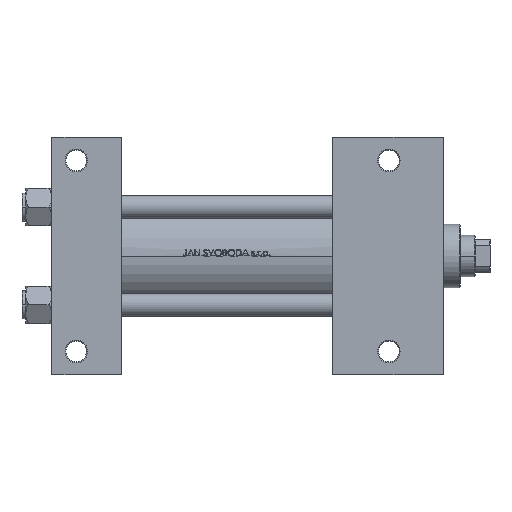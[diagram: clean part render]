
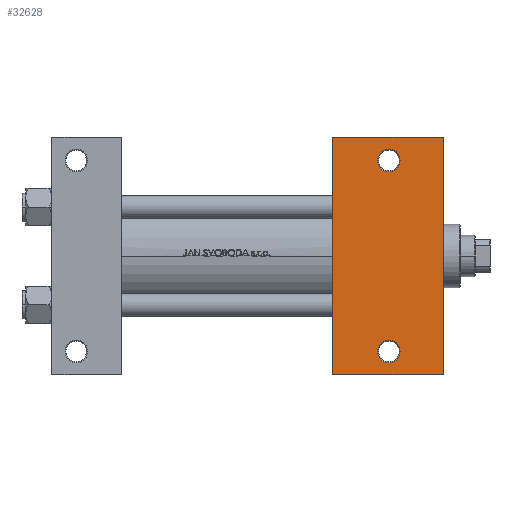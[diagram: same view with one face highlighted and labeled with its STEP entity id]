
A CAD part, front view. The second image highlights one B-rep face of the part: STEP entity #32628.
In plain terms, the highlighted face is planar.
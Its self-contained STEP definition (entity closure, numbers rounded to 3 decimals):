
#716 = DIRECTION ( 'NONE',  ( -1., 0., 0. ) ) ;
#895 = ORIENTED_EDGE ( 'NONE', *, *, #1698, .T. ) ;
#1362 = DIRECTION ( 'NONE',  ( -1., 0., 0. ) ) ;
#1408 = CARTESIAN_POINT ( 'NONE',  ( 174.001, 51., -37.5 ) ) ;
#1615 = CARTESIAN_POINT ( 'NONE',  ( 180., 51., -37.5 ) ) ;
#1642 = DIRECTION ( 'NONE',  ( -1., 0., 0. ) ) ;
#1698 = EDGE_CURVE ( 'NONE', #6630, #3700, #34981, .T. ) ;
#2217 = VECTOR ( 'NONE', #9808, 1000. ) ;
#3700 = VERTEX_POINT ( 'NONE', #1408 ) ;
#3716 = VERTEX_POINT ( 'NONE', #31794 ) ;
#4155 = AXIS2_PLACEMENT_3D ( 'NONE', #1615, #23533, #1362 ) ;
#4953 = FACE_BOUND ( 'NONE', #36805, .T. ) ;
#5010 = VERTEX_POINT ( 'NONE', #40080 ) ;
#5171 = DIRECTION ( 'NONE',  ( 0., -1., 0. ) ) ;
#5630 = DIRECTION ( 'NONE',  ( 0., 0., 1. ) ) ;
#6630 = VERTEX_POINT ( 'NONE', #48289 ) ;
#8357 = DIRECTION ( 'NONE',  ( 0., 0., 1. ) ) ;
#9737 = VERTEX_POINT ( 'NONE', #41702 ) ;
#9808 = DIRECTION ( 'NONE',  ( -1., 0., 0. ) ) ;
#10323 = CARTESIAN_POINT ( 'NONE',  ( 209., 37.5, -37.5 ) ) ;
#10563 = VECTOR ( 'NONE', #5171, 1000. ) ;
#11080 = ORIENTED_EDGE ( 'NONE', *, *, #47452, .T. ) ;
#11251 = CARTESIAN_POINT ( 'NONE',  ( 150., 37.5, -37.5 ) ) ;
#11458 = CARTESIAN_POINT ( 'NONE',  ( 209., 63.5, -37.5 ) ) ;
#14174 = AXIS2_PLACEMENT_3D ( 'NONE', #45550, #19396, #716 ) ;
#14744 = DIRECTION ( 'NONE',  ( 0., -1., 0. ) ) ;
#15304 = CIRCLE ( 'NONE', #4155, 5.999 ) ;
#15801 = VERTEX_POINT ( 'NONE', #32283 ) ;
#16118 = ORIENTED_EDGE ( 'NONE', *, *, #47889, .T. ) ;
#16157 = VECTOR ( 'NONE', #31386, 1000. ) ;
#16843 = ORIENTED_EDGE ( 'NONE', *, *, #42884, .T. ) ;
#17342 = CARTESIAN_POINT ( 'NONE',  ( 180., -51., -37.5 ) ) ;
#19218 = AXIS2_PLACEMENT_3D ( 'NONE', #45328, #37617, #26406 ) ;
#19396 = DIRECTION ( 'NONE',  ( 0., 0., -1. ) ) ;
#19433 = LINE ( 'NONE', #26898, #16157 ) ;
#20970 = VECTOR ( 'NONE', #14744, 1000. ) ;
#22124 = ORIENTED_EDGE ( 'NONE', *, *, #37566, .T. ) ;
#23533 = DIRECTION ( 'NONE',  ( 0., 0., 1. ) ) ;
#26406 = DIRECTION ( 'NONE',  ( -1., 0., 0. ) ) ;
#26508 = EDGE_LOOP ( 'NONE', ( #33740, #11080, #16118, #29667 ) ) ;
#26898 = CARTESIAN_POINT ( 'NONE',  ( 150., 63.5, -37.5 ) ) ;
#26998 = AXIS2_PLACEMENT_3D ( 'NONE', #42471, #8357, #49202 ) ;
#29667 = ORIENTED_EDGE ( 'NONE', *, *, #33114, .T. ) ;
#31386 = DIRECTION ( 'NONE',  ( 1., 0., 0. ) ) ;
#31794 = CARTESIAN_POINT ( 'NONE',  ( 185.999, -51., -37.5 ) ) ;
#32283 = CARTESIAN_POINT ( 'NONE',  ( 209., -63.5, -37.5 ) ) ;
#32628 = ADVANCED_FACE ( 'NONE', ( #41816, #4953, #38577 ), #42062, .T. ) ;
#32636 = VERTEX_POINT ( 'NONE', #11458 ) ;
#32699 = LINE ( 'NONE', #43914, #2217 ) ;
#33114 = EDGE_CURVE ( 'NONE', #15801, #9737, #32699, .T. ) ;
#33740 = ORIENTED_EDGE ( 'NONE', *, *, #39727, .F. ) ;
#34981 = CIRCLE ( 'NONE', #26998, 5.999 ) ;
#36805 = EDGE_LOOP ( 'NONE', ( #22124, #43127 ) ) ;
#36959 = LINE ( 'NONE', #10323, #10563 ) ;
#37566 = EDGE_CURVE ( 'NONE', #42484, #3716, #47398, .T. ) ;
#37617 = DIRECTION ( 'NONE',  ( 0., 0., 1. ) ) ;
#38577 = FACE_OUTER_BOUND ( 'NONE', #26508, .T. ) ;
#39727 = EDGE_CURVE ( 'NONE', #5010, #9737, #44852, .T. ) ;
#39928 = CIRCLE ( 'NONE', #19218, 5.999 ) ;
#40080 = CARTESIAN_POINT ( 'NONE',  ( 150., 63.5, -37.5 ) ) ;
#41702 = CARTESIAN_POINT ( 'NONE',  ( 150., -63.5, -37.5 ) ) ;
#41816 = FACE_BOUND ( 'NONE', #42606, .T. ) ;
#42001 = EDGE_CURVE ( 'NONE', #3716, #42484, #39928, .T. ) ;
#42062 = PLANE ( 'NONE',  #14174 ) ;
#42471 = CARTESIAN_POINT ( 'NONE',  ( 180., 51., -37.5 ) ) ;
#42484 = VERTEX_POINT ( 'NONE', #46994 ) ;
#42606 = EDGE_LOOP ( 'NONE', ( #16843, #895 ) ) ;
#42884 = EDGE_CURVE ( 'NONE', #3700, #6630, #15304, .T. ) ;
#42938 = AXIS2_PLACEMENT_3D ( 'NONE', #17342, #5630, #1642 ) ;
#43127 = ORIENTED_EDGE ( 'NONE', *, *, #42001, .T. ) ;
#43914 = CARTESIAN_POINT ( 'NONE',  ( 150., -63.5, -37.5 ) ) ;
#44852 = LINE ( 'NONE', #11251, #20970 ) ;
#45328 = CARTESIAN_POINT ( 'NONE',  ( 180., -51., -37.5 ) ) ;
#45550 = CARTESIAN_POINT ( 'NONE',  ( 209., 37.5, -37.5 ) ) ;
#46994 = CARTESIAN_POINT ( 'NONE',  ( 174.001, -51., -37.5 ) ) ;
#47398 = CIRCLE ( 'NONE', #42938, 5.999 ) ;
#47452 = EDGE_CURVE ( 'NONE', #5010, #32636, #19433, .T. ) ;
#47889 = EDGE_CURVE ( 'NONE', #32636, #15801, #36959, .T. ) ;
#48289 = CARTESIAN_POINT ( 'NONE',  ( 185.999, 51., -37.5 ) ) ;
#49202 = DIRECTION ( 'NONE',  ( -1., 0., 0. ) ) ;
